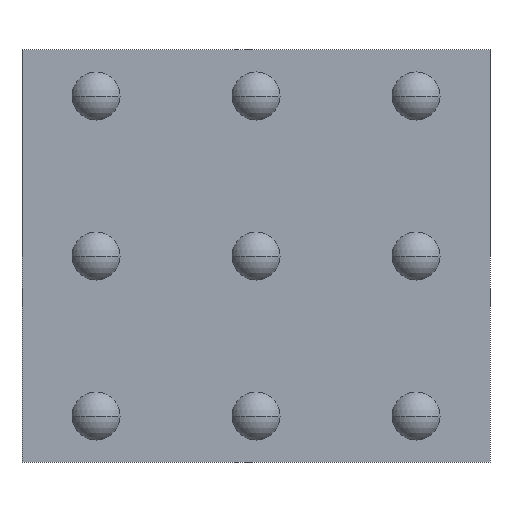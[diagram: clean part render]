
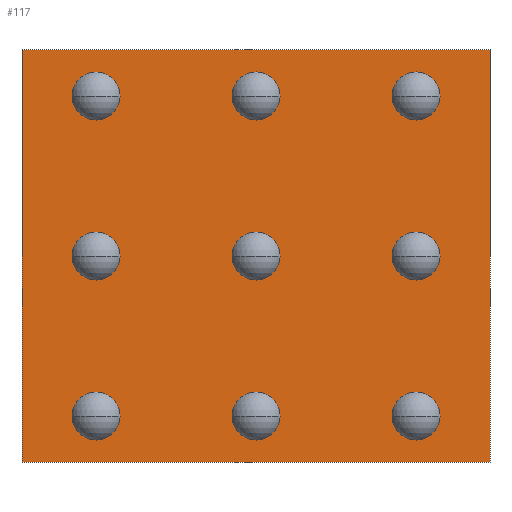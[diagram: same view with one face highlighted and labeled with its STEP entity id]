
A CAD part, front view. The second image highlights one B-rep face of the part: STEP entity #117.
In plain terms, the highlighted planar face has unit normal (0, -1, 0).
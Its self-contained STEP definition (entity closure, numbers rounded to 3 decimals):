
#117 = ADVANCED_FACE ( 'NONE', ( #393 ), #140, .T. ) ;
#118 = ORIENTED_EDGE ( 'NONE', *, *, #694, .F. ) ;
#121 = CARTESIAN_POINT ( 'NONE',  ( 0., 0.1, 0. ) ) ;
#140 = PLANE ( 'NONE',  #6016 ) ;
#252 = ORIENTED_EDGE ( 'NONE', *, *, #2789, .F. ) ;
#393 = FACE_OUTER_BOUND ( 'NONE', #3643, .T. ) ;
#571 = LINE ( 'NONE', #1961, #3949 ) ;
#694 = EDGE_CURVE ( 'NONE', #2012, #2157, #1283, .T. ) ;
#771 = VECTOR ( 'NONE', #3864, 1000. ) ;
#1046 = CARTESIAN_POINT ( 'NONE',  ( 1.462, 0.1, 1.288 ) ) ;
#1076 = VERTEX_POINT ( 'NONE', #1046 ) ;
#1108 = DIRECTION ( 'NONE',  ( 0., 0., -1. ) ) ;
#1283 = LINE ( 'NONE', #5277, #771 ) ;
#1402 = EDGE_CURVE ( 'NONE', #2157, #1862, #571, .T. ) ;
#1610 = LINE ( 'NONE', #5185, #5183 ) ;
#1636 = EDGE_CURVE ( 'NONE', #1076, #2012, #4316, .T. ) ;
#1729 = ORIENTED_EDGE ( 'NONE', *, *, #1636, .F. ) ;
#1862 = VERTEX_POINT ( 'NONE', #3815 ) ;
#1961 = CARTESIAN_POINT ( 'NONE',  ( -1.462, 0.1, 1.288 ) ) ;
#1978 = VECTOR ( 'NONE', #1108, 1000. ) ;
#2012 = VERTEX_POINT ( 'NONE', #3115 ) ;
#2092 = ORIENTED_EDGE ( 'NONE', *, *, #1402, .F. ) ;
#2157 = VERTEX_POINT ( 'NONE', #4652 ) ;
#2789 = EDGE_CURVE ( 'NONE', #1862, #1076, #1610, .T. ) ;
#3115 = CARTESIAN_POINT ( 'NONE',  ( 1.462, 0.1, -1.288 ) ) ;
#3377 = DIRECTION ( 'NONE',  ( 0., -1., 0. ) ) ;
#3643 = EDGE_LOOP ( 'NONE', ( #1729, #252, #2092, #118 ) ) ;
#3815 = CARTESIAN_POINT ( 'NONE',  ( -1.462, 0.1, 1.288 ) ) ;
#3853 = DIRECTION ( 'NONE',  ( 0., 0., -1. ) ) ;
#3864 = DIRECTION ( 'NONE',  ( -1., 0., 0. ) ) ;
#3913 = CARTESIAN_POINT ( 'NONE',  ( 1.462, 0.1, 1.288 ) ) ;
#3949 = VECTOR ( 'NONE', #4837, 1000. ) ;
#4316 = LINE ( 'NONE', #3913, #1978 ) ;
#4652 = CARTESIAN_POINT ( 'NONE',  ( -1.462, 0.1, -1.288 ) ) ;
#4837 = DIRECTION ( 'NONE',  ( 0., 0., 1. ) ) ;
#5183 = VECTOR ( 'NONE', #5230, 1000. ) ;
#5185 = CARTESIAN_POINT ( 'NONE',  ( -1.462, 0.1, 1.288 ) ) ;
#5230 = DIRECTION ( 'NONE',  ( 1., 0., 0. ) ) ;
#5277 = CARTESIAN_POINT ( 'NONE',  ( -1.462, 0.1, -1.288 ) ) ;
#6016 = AXIS2_PLACEMENT_3D ( 'NONE', #121, #3377, #3853 ) ;
